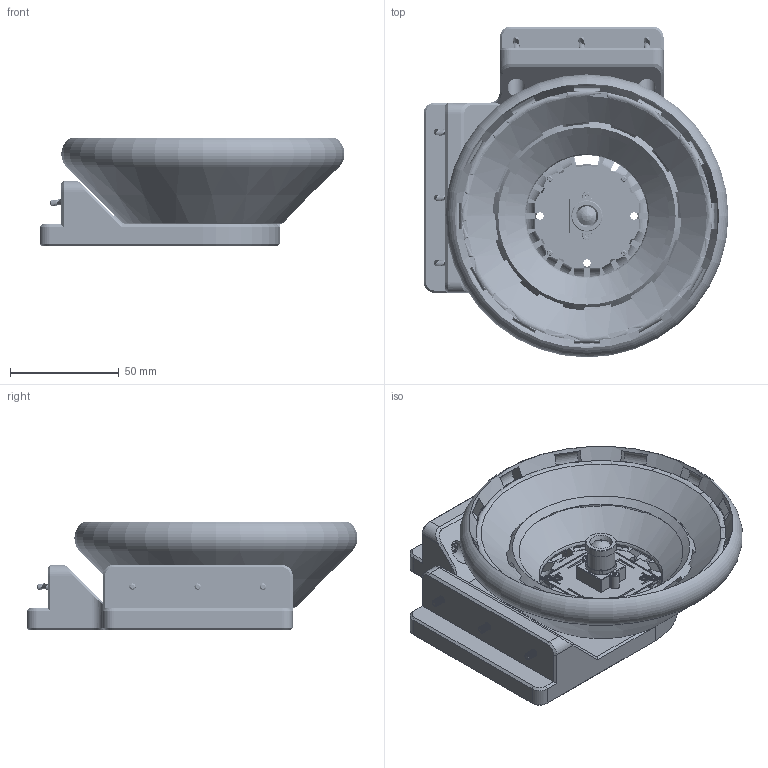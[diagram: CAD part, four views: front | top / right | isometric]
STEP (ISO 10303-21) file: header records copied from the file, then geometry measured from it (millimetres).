
FILE_DESCRIPTION(/* description */ (''),/* implementation_level */ '2;1');
FILE_NAME(/* name */ 'Up_Camera_Assembly.step',/* time_stamp */ '2023-08-10T11:32:54+02:00',/* author */ (''),/* organization */ (''),/* preprocessor_version */ 'ST-DEVELOPER v20',/* originating_system */ 'Autodesk Translation Framework v12.9.0.99',/* authorisation */ '');
FILE_SCHEMA (('AUTOMOTIVE_DESIGN { 1 0 10303 214 3 1 1 }'));
Length unit declared in the file: millimetre
Products named in the file (9): Up_Camera_Assembly; USB_Camera; Screws; Socket_Cap_Screw_M3x16mm; Screw_1,6x8mm; Screw_1,6x8mm_1; Screw_1,6x8mm_2; Screw_1,6x8mm_3; 99461A913_Phillips Rounded Head Thread-Forming Screws
Assembly tree (16 placements, depth 4):
  Up_Camera_Assembly
    USB_Camera
    Screws
      Socket_Cap_Screw_M3x16mm  x6
      Screw_1,6x8mm
        99461A913_Phillips Rounded Head Thread-Forming Screws
      Screw_1,6x8mm_1
        99461A913_Phillips Rounded Head Thread-Forming Screws
      Screw_1,6x8mm_2
        99461A913_Phillips Rounded Head Thread-Forming Screws
      Screw_1,6x8mm_3
        99461A913_Phillips Rounded Head Thread-Forming Screws
Bounding box: 139.99 x 151.99 x 49.81 mm (x, y, z)
Volume: 314205.5 mm3; surface area: 103246.6 mm2
Topology: 19 solids, 19 shells, 1690 faces, 4759 edges, 3088 vertices
Faces by surface type: cylinder 743, plane 674, cone 172, bspline 52, torus 45, sphere 4
Full cylindrical faces by diameter (mm): 0.92 x40, 1.3 x4, 1.5 x2, 1.6 x44, 2 x4, 2.35 x186, 2.6 x4, 3 x186, 3.1 x8, 3.4 x5, 3.5 x6, 4 x8, 5.5 x6, 8 x6, 8.784 x1, 12.5 x1, 14 x2
Entity records: 46575 total; most frequent: CARTESIAN_POINT 18188, ORIENTED_EDGE 6038, DIRECTION 5771, EDGE_CURVE 3019, AXIS2_PLACEMENT_3D 2041, VERTEX_POINT 1940, LINE 1689, VECTOR 1689
